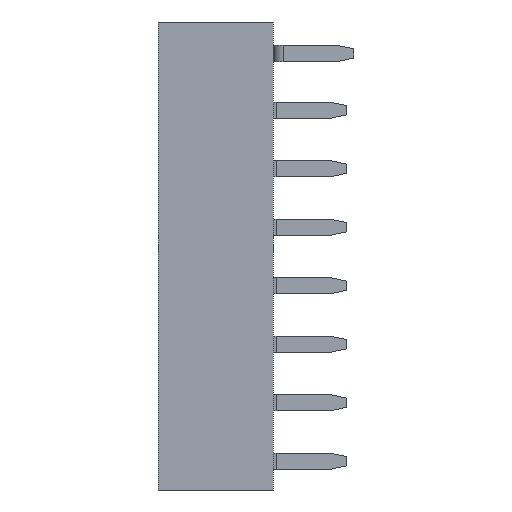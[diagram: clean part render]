
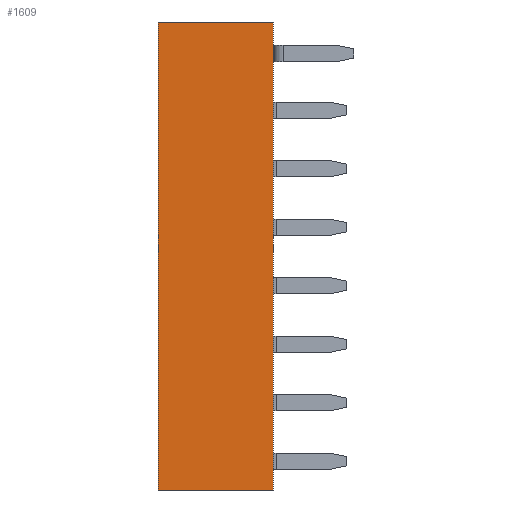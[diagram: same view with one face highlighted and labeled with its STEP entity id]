
A CAD part, left-side view. The second image highlights one B-rep face of the part: STEP entity #1609.
In plain terms, the highlighted planar face has unit normal (-1, 0, 0).
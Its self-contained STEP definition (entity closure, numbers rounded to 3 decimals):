
#112=FACE_OUTER_BOUND('',#207,.T.);
#207=EDGE_LOOP('',(#1197,#1198,#1199,#1200));
#285=LINE('',#2330,#496);
#387=LINE('',#2534,#598);
#388=LINE('',#2535,#599);
#389=LINE('',#2536,#600);
#496=VECTOR('',#1888,1000.);
#598=VECTOR('',#2058,1000.);
#599=VECTOR('',#2059,1000.);
#600=VECTOR('',#2060,1000.);
#704=VERTEX_POINT('',#2328);
#705=VERTEX_POINT('',#2329);
#772=VERTEX_POINT('',#2532);
#773=VERTEX_POINT('',#2533);
#841=EDGE_CURVE('',#704,#705,#285,.T.);
#943=EDGE_CURVE('',#772,#773,#387,.T.);
#944=EDGE_CURVE('',#773,#705,#388,.T.);
#945=EDGE_CURVE('',#704,#772,#389,.T.);
#1197=ORIENTED_EDGE('',*,*,#943,.T.);
#1198=ORIENTED_EDGE('',*,*,#944,.T.);
#1199=ORIENTED_EDGE('',*,*,#841,.F.);
#1200=ORIENTED_EDGE('',*,*,#945,.T.);
#1517=PLANE('',#1788);
#1609=ADVANCED_FACE('',(#112),#1517,.T.);
#1788=AXIS2_PLACEMENT_3D('',#2531,#2056,#2057);
#1888=DIRECTION('',(0.,0.,-1.));
#2056=DIRECTION('center_axis',(-1.,0.,0.));
#2057=DIRECTION('ref_axis',(0.,-1.,0.));
#2058=DIRECTION('',(0.,0.,-1.));
#2059=DIRECTION('',(0.,-1.,0.));
#2060=DIRECTION('',(0.,1.,0.));
#2328=CARTESIAN_POINT('',(-1.25,-2.5,-30.48));
#2329=CARTESIAN_POINT('',(-1.25,-2.5,-50.8));
#2330=CARTESIAN_POINT('',(-1.25,-2.5,-40.64));
#2531=CARTESIAN_POINT('Origin',(-1.25,2.5,-50.8));
#2532=CARTESIAN_POINT('',(-1.25,2.5,-30.48));
#2533=CARTESIAN_POINT('',(-1.25,2.5,-50.8));
#2534=CARTESIAN_POINT('',(-1.25,2.5,-40.64));
#2535=CARTESIAN_POINT('',(-1.25,0.,-50.8));
#2536=CARTESIAN_POINT('',(-1.25,0.,-30.48));
